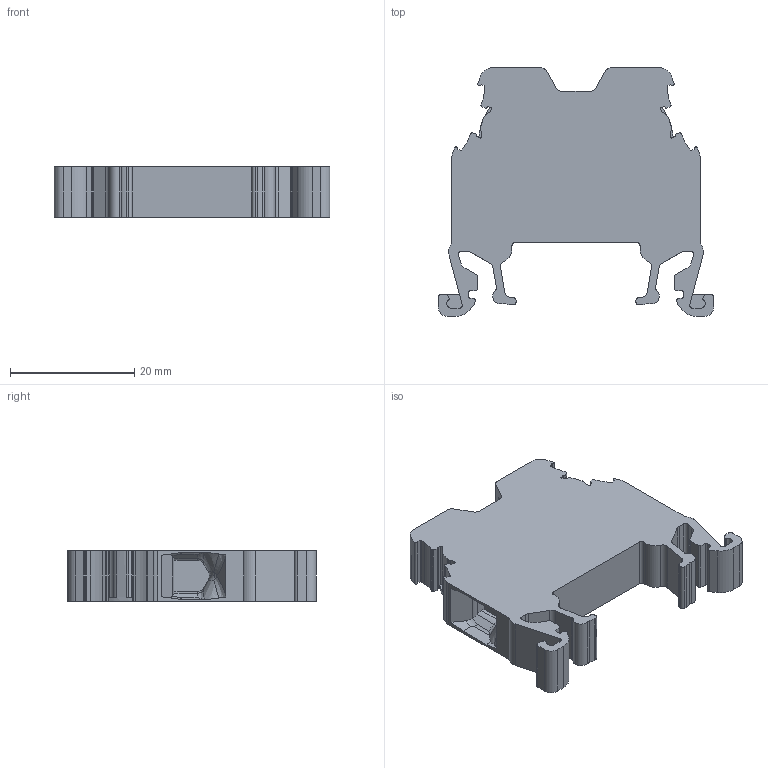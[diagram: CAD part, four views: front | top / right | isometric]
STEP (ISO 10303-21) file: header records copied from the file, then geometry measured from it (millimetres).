
FILE_DESCRIPTION (( 'STEP AP203' ), '1' );
FILE_NAME ('MRK 6.STEP', '2020-03-18T05:34:13', ( '' ), ( '' ), 'SwSTEP 2.0', 'SolidWorks 2011', '' );
FILE_SCHEMA (( 'CONFIG_CONTROL_DESIGN' ));
Length unit declared in the file: millimetre
Products named in the file (1): MRK 6
Bounding box: 44.33 x 40 x 8.2 mm (x, y, z)
Volume: 8364 mm3; surface area: 4761.4 mm2
Topology: 1 solids, 1 shells, 325 faces, 959 edges, 640 vertices
Faces by surface type: plane 150, cylinder 145, bspline 18, cone 8, torus 4
Entity records: 11836 total; most frequent: CARTESIAN_POINT 3497, ORIENTED_EDGE 1918, DIRECTION 1512, EDGE_CURVE 959, VERTEX_POINT 640, AXIS2_PLACEMENT_3D 520, LINE 472, VECTOR 472
